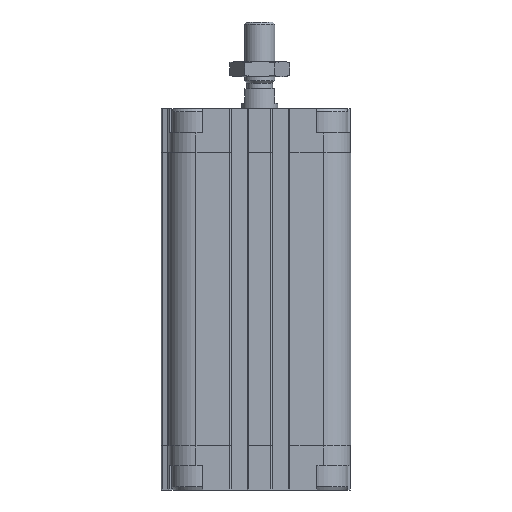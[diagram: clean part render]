
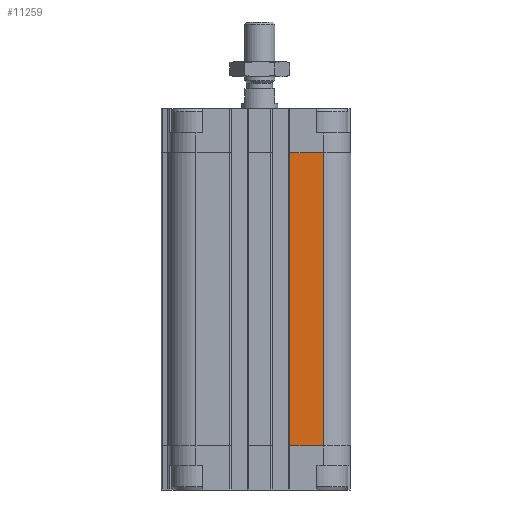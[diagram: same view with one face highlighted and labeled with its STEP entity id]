
A CAD part, left-side view. The second image highlights one B-rep face of the part: STEP entity #11259.
In plain terms, the highlighted face is planar.
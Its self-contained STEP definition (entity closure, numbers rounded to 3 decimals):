
#223=LINE('',#17090,#1265);
#542=LINE('',#17933,#1584);
#566=LINE('',#18023,#1608);
#567=LINE('',#18025,#1609);
#1265=VECTOR('',#13322,1000.);
#1584=VECTOR('',#14121,1000.);
#1608=VECTOR('',#14255,1000.);
#1609=VECTOR('',#14258,1000.);
#2254=PLANE('',#12195);
#4288=ORIENTED_EDGE('',*,*,#7091,.F.);
#4289=ORIENTED_EDGE('',*,*,#7135,.F.);
#4290=ORIENTED_EDGE('',*,*,#6662,.T.);
#4291=ORIENTED_EDGE('',*,*,#7136,.T.);
#6662=EDGE_CURVE('',#8296,#8295,#223,.T.);
#7091=EDGE_CURVE('',#8579,#8580,#542,.T.);
#7135=EDGE_CURVE('',#8296,#8579,#566,.T.);
#7136=EDGE_CURVE('',#8295,#8580,#567,.T.);
#8295=VERTEX_POINT('',#17089);
#8296=VERTEX_POINT('',#17091);
#8579=VERTEX_POINT('',#17932);
#8580=VERTEX_POINT('',#17934);
#9697=EDGE_LOOP('',(#4288,#4289,#4290,#4291));
#10467=FACE_BOUND('',#9697,.T.);
#11259=ADVANCED_FACE('',(#10467),#2254,.T.);
#12195=AXIS2_PLACEMENT_3D('',#18024,#14256,#14257);
#13322=DIRECTION('',(0.,1.,0.));
#14121=DIRECTION('',(0.,1.,0.));
#14255=DIRECTION('',(0.,0.,1.));
#14256=DIRECTION('',(1.,0.,0.));
#14257=DIRECTION('',(0.,0.,-1.));
#14258=DIRECTION('',(0.,0.,1.));
#17089=CARTESIAN_POINT('',(30.,21.,-111.));
#17090=CARTESIAN_POINT('',(30.,9.85,-111.));
#17091=CARTESIAN_POINT('',(30.,9.85,-111.));
#17932=CARTESIAN_POINT('',(30.,9.85,-14.5));
#17933=CARTESIAN_POINT('',(30.,9.85,-14.5));
#17934=CARTESIAN_POINT('',(30.,21.,-14.5));
#18023=CARTESIAN_POINT('',(30.,9.85,-111.));
#18024=CARTESIAN_POINT('',(30.,9.85,-111.));
#18025=CARTESIAN_POINT('',(30.,21.,-111.));
